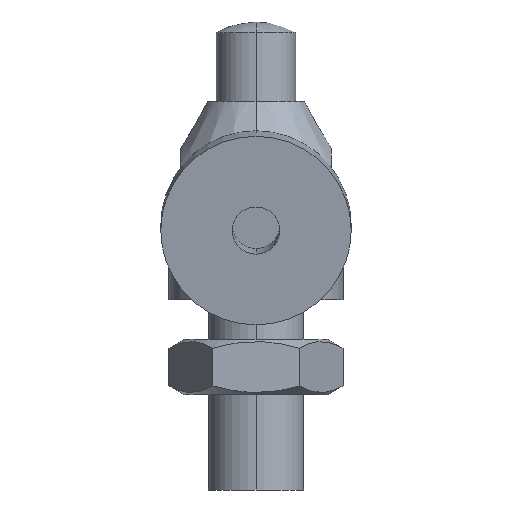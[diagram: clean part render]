
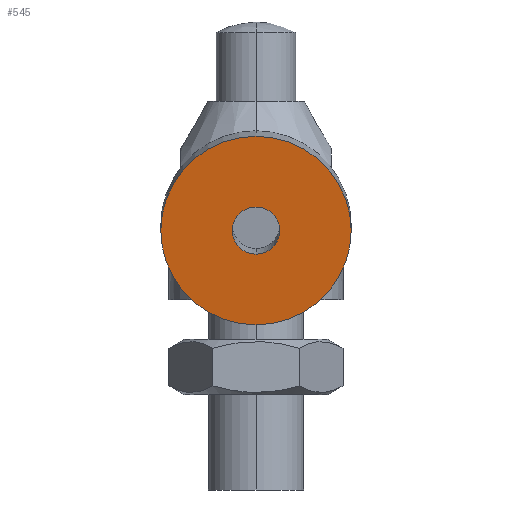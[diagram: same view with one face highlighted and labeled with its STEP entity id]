
A CAD part, left-side view. The second image highlights one B-rep face of the part: STEP entity #545.
In plain terms, the highlighted planar face has unit normal (-0.99, 0, -0.139).
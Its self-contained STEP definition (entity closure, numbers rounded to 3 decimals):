
#67 = DIRECTION ( 'NONE',  ( 0.99, 0., 0.139 ) ) ;
#165 = DIRECTION ( 'NONE',  ( 0.99, 0., 0.139 ) ) ;
#247 = PLANE ( 'NONE',  #584 ) ;
#291 = ORIENTED_EDGE ( 'NONE', *, *, #1377, .T. ) ;
#313 = CARTESIAN_POINT ( 'NONE',  ( -32.767, 0., -3.177 ) ) ;
#317 = AXIS2_PLACEMENT_3D ( 'NONE', #331, #1407, #1245 ) ;
#331 = CARTESIAN_POINT ( 'NONE',  ( -34.437, 0., 8.706 ) ) ;
#361 = EDGE_LOOP ( 'NONE', ( #1550, #291 ) ) ;
#371 = DIRECTION ( 'NONE',  ( 0.139, 0., -0.99 ) ) ;
#406 = CARTESIAN_POINT ( 'NONE',  ( -34.02, 0., 5.735 ) ) ;
#497 = EDGE_CURVE ( 'NONE', #631, #1777, #717, .T. ) ;
#511 = DIRECTION ( 'NONE',  ( 0.139, 0., -0.99 ) ) ;
#514 = CIRCLE ( 'NONE', #1218, 12. ) ;
#519 = EDGE_CURVE ( 'NONE', #1031, #1236, #780, .T. ) ;
#545 = ADVANCED_FACE ( 'NONE', ( #1318, #1963 ), #247, .T. ) ;
#584 = AXIS2_PLACEMENT_3D ( 'NONE', #1654, #1676, #1796 ) ;
#631 = VERTEX_POINT ( 'NONE', #406 ) ;
#642 = CARTESIAN_POINT ( 'NONE',  ( -34.437, 0., 8.706 ) ) ;
#717 = CIRCLE ( 'NONE', #2022, 3. ) ;
#780 = CIRCLE ( 'NONE', #1988, 12. ) ;
#1031 = VERTEX_POINT ( 'NONE', #313 ) ;
#1218 = AXIS2_PLACEMENT_3D ( 'NONE', #642, #165, #1722 ) ;
#1236 = VERTEX_POINT ( 'NONE', #1317 ) ;
#1245 = DIRECTION ( 'NONE',  ( 0.139, 0., -0.99 ) ) ;
#1246 = ORIENTED_EDGE ( 'NONE', *, *, #1364, .F. ) ;
#1304 = CARTESIAN_POINT ( 'NONE',  ( -34.437, 0., 8.706 ) ) ;
#1317 = CARTESIAN_POINT ( 'NONE',  ( -36.107, 0., 20.589 ) ) ;
#1318 = FACE_BOUND ( 'NONE', #361, .T. ) ;
#1364 = EDGE_CURVE ( 'NONE', #1236, #1031, #514, .T. ) ;
#1377 = EDGE_CURVE ( 'NONE', #1777, #631, #1551, .T. ) ;
#1407 = DIRECTION ( 'NONE',  ( 0.99, 0., 0.139 ) ) ;
#1446 = EDGE_LOOP ( 'NONE', ( #2007, #1246 ) ) ;
#1497 = CARTESIAN_POINT ( 'NONE',  ( -34.437, 0., 8.706 ) ) ;
#1550 = ORIENTED_EDGE ( 'NONE', *, *, #497, .T. ) ;
#1551 = CIRCLE ( 'NONE', #317, 3. ) ;
#1654 = CARTESIAN_POINT ( 'NONE',  ( -34.437, 12., 8.706 ) ) ;
#1676 = DIRECTION ( 'NONE',  ( -0.99, 0., -0.139 ) ) ;
#1722 = DIRECTION ( 'NONE',  ( 0.139, 0., -0.99 ) ) ;
#1777 = VERTEX_POINT ( 'NONE', #1865 ) ;
#1796 = DIRECTION ( 'NONE',  ( -0.139, 0., 0.99 ) ) ;
#1865 = CARTESIAN_POINT ( 'NONE',  ( -34.855, 0., 11.677 ) ) ;
#1963 = FACE_OUTER_BOUND ( 'NONE', #1446, .T. ) ;
#1988 = AXIS2_PLACEMENT_3D ( 'NONE', #1497, #1993, #511 ) ;
#1993 = DIRECTION ( 'NONE',  ( 0.99, 0., 0.139 ) ) ;
#2007 = ORIENTED_EDGE ( 'NONE', *, *, #519, .F. ) ;
#2022 = AXIS2_PLACEMENT_3D ( 'NONE', #1304, #67, #371 ) ;
